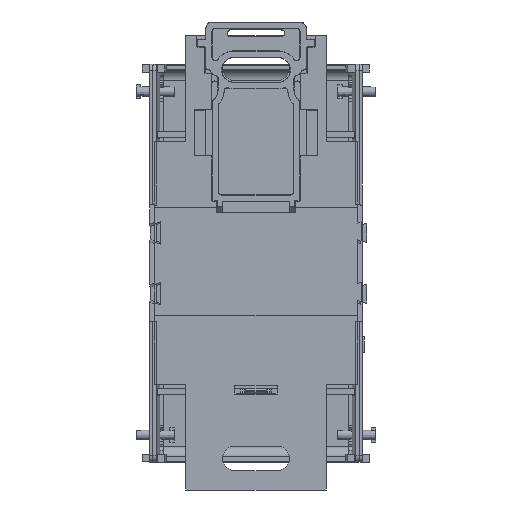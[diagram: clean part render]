
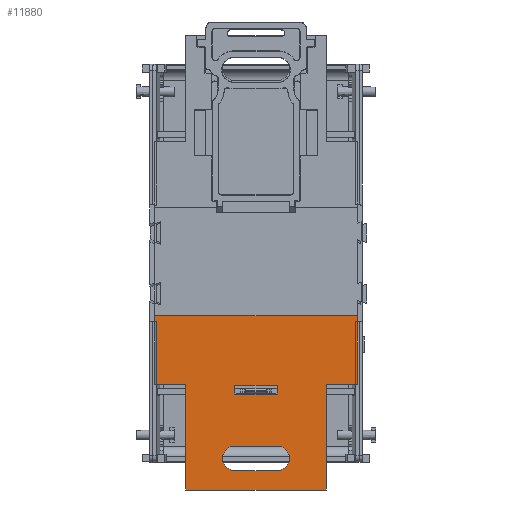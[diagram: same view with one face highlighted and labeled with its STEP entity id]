
A CAD part, front view. The second image highlights one B-rep face of the part: STEP entity #11880.
In plain terms, the highlighted planar face has unit normal (0, -1, 0).
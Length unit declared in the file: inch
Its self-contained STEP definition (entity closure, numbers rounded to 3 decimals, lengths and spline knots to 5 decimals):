
#131 = AXIS2_PLACEMENT_3D ( 'NONE', #3094, #5524, #5658 ) ;
#387 = DIRECTION ( 'NONE',  ( -1., 0., 0. ) ) ;
#977 = EDGE_CURVE ( 'NONE', #5882, #2308, #17747, .T. ) ;
#1099 = CARTESIAN_POINT ( 'NONE',  ( 1.25, -0.60039, -0.64961 ) ) ;
#1282 = CIRCLE ( 'NONE', #18097, 0.14961 ) ;
#1446 = CARTESIAN_POINT ( 'NONE',  ( -0.26378, -0.60039, -0.64961 ) ) ;
#1834 = AXIS2_PLACEMENT_3D ( 'NONE', #6749, #28101, #17112 ) ;
#1876 = VECTOR ( 'NONE', #27078, 39.37008 ) ;
#2234 = CARTESIAN_POINT ( 'NONE',  ( -1.25, -0.60039, -0.64961 ) ) ;
#2286 = VERTEX_POINT ( 'NONE', #20251 ) ;
#2308 = VERTEX_POINT ( 'NONE', #16128 ) ;
#2342 = DIRECTION ( 'NONE',  ( 0., 0., 1. ) ) ;
#2800 = EDGE_CURVE ( 'NONE', #3742, #5882, #25469, .T. ) ;
#3094 = CARTESIAN_POINT ( 'NONE',  ( 1.25, -0.60039, -0.64961 ) ) ;
#3379 = DIRECTION ( 'NONE',  ( 1., 0., 0. ) ) ;
#3624 = CARTESIAN_POINT ( 'NONE',  ( 1.25, -0.60039, -1.50649 ) ) ;
#3742 = VERTEX_POINT ( 'NONE', #10754 ) ;
#4019 = DIRECTION ( 'NONE',  ( 1., 0., 0. ) ) ;
#4045 = EDGE_LOOP ( 'NONE', ( #16168, #16184, #9246, #4179 ) ) ;
#4125 = CIRCLE ( 'NONE', #1834, 0.14961 ) ;
#4179 = ORIENTED_EDGE ( 'NONE', *, *, #19503, .F. ) ;
#4187 = DIRECTION ( 'NONE',  ( -1., 0., 0. ) ) ;
#4198 = VERTEX_POINT ( 'NONE', #27743 ) ;
#4513 = CARTESIAN_POINT ( 'NONE',  ( -1.25, -0.60039, -1.5 ) ) ;
#4562 = CARTESIAN_POINT ( 'NONE',  ( -0.26378, -0.60039, -1.61673 ) ) ;
#4758 = LINE ( 'NONE', #13586, #7674 ) ;
#4938 = VECTOR ( 'NONE', #5360, 39.37008 ) ;
#5027 = EDGE_CURVE ( 'NONE', #11193, #3742, #20586, .T. ) ;
#5213 = VECTOR ( 'NONE', #24293, 39.37008 ) ;
#5360 = DIRECTION ( 'NONE',  ( 0., 0., -1. ) ) ;
#5524 = DIRECTION ( 'NONE',  ( 0., 1., 0. ) ) ;
#5658 = DIRECTION ( 'NONE',  ( 0., 0., 1. ) ) ;
#5763 = LINE ( 'NONE', #3624, #14276 ) ;
#5882 = VERTEX_POINT ( 'NONE', #19937 ) ;
#5950 = LINE ( 'NONE', #8660, #7532 ) ;
#6294 = VECTOR ( 'NONE', #2342, 39.37008 ) ;
#6363 = EDGE_CURVE ( 'NONE', #2308, #2286, #10041, .T. ) ;
#6498 = EDGE_CURVE ( 'NONE', #4198, #7816, #15295, .T. ) ;
#6749 = CARTESIAN_POINT ( 'NONE',  ( 0.26378, -0.60039, -2.40945 ) ) ;
#7238 = CARTESIAN_POINT ( 'NONE',  ( 1.25, -0.60039, -1.5 ) ) ;
#7282 = VERTEX_POINT ( 'NONE', #4562 ) ;
#7530 = ORIENTED_EDGE ( 'NONE', *, *, #2800, .F. ) ;
#7532 = VECTOR ( 'NONE', #12495, 39.37008 ) ;
#7674 = VECTOR ( 'NONE', #13446, 39.37008 ) ;
#7816 = VERTEX_POINT ( 'NONE', #22717 ) ;
#7817 = CARTESIAN_POINT ( 'NONE',  ( 1.25, -0.60039, -2.25984 ) ) ;
#8036 = VECTOR ( 'NONE', #3379, 39.37008 ) ;
#8043 = DIRECTION ( 'NONE',  ( -1., 0., 0. ) ) ;
#8184 = VECTOR ( 'NONE', #4019, 39.37008 ) ;
#8299 = LINE ( 'NONE', #23503, #8184 ) ;
#8484 = CARTESIAN_POINT ( 'NONE',  ( -0.86614, -0.60039, -0.64961 ) ) ;
#8660 = CARTESIAN_POINT ( 'NONE',  ( 0.26378, -0.60039, -0.64961 ) ) ;
#9246 = ORIENTED_EDGE ( 'NONE', *, *, #27849, .F. ) ;
#9279 = ORIENTED_EDGE ( 'NONE', *, *, #27736, .F. ) ;
#9342 = CARTESIAN_POINT ( 'NONE',  ( -0.26378, -0.60039, -2.40945 ) ) ;
#9453 = ORIENTED_EDGE ( 'NONE', *, *, #19089, .F. ) ;
#9724 = ORIENTED_EDGE ( 'NONE', *, *, #24117, .F. ) ;
#9865 = LINE ( 'NONE', #1446, #14069 ) ;
#10004 = ORIENTED_EDGE ( 'NONE', *, *, #20946, .F. ) ;
#10041 = LINE ( 'NONE', #16570, #4938 ) ;
#10754 = CARTESIAN_POINT ( 'NONE',  ( 1.25, -0.60039, -0.64961 ) ) ;
#11193 = VERTEX_POINT ( 'NONE', #2234 ) ;
#11509 = VERTEX_POINT ( 'NONE', #26359 ) ;
#11819 = ORIENTED_EDGE ( 'NONE', *, *, #6498, .F. ) ;
#11822 = CARTESIAN_POINT ( 'NONE',  ( 0.26378, -0.60039, -2.25984 ) ) ;
#11880 = ADVANCED_FACE ( 'NONE', ( #18588, #20313, #12202 ), #27290, .F. ) ;
#12175 = VERTEX_POINT ( 'NONE', #4513 ) ;
#12202 = FACE_BOUND ( 'NONE', #25820, .T. ) ;
#12282 = VERTEX_POINT ( 'NONE', #22001 ) ;
#12495 = DIRECTION ( 'NONE',  ( 0., 0., 1. ) ) ;
#12683 = VERTEX_POINT ( 'NONE', #15146 ) ;
#13446 = DIRECTION ( 'NONE',  ( 1., 0., 0. ) ) ;
#13478 = DIRECTION ( 'NONE',  ( 0., -1., 0. ) ) ;
#13586 = CARTESIAN_POINT ( 'NONE',  ( 1.25, -0.60039, -1.61673 ) ) ;
#13604 = EDGE_CURVE ( 'NONE', #11509, #25470, #5763, .T. ) ;
#13768 = ORIENTED_EDGE ( 'NONE', *, *, #6363, .F. ) ;
#13961 = CARTESIAN_POINT ( 'NONE',  ( -0.26378, -0.60039, -1.50649 ) ) ;
#14069 = VECTOR ( 'NONE', #20383, 39.37008 ) ;
#14276 = VECTOR ( 'NONE', #8043, 39.37008 ) ;
#14348 = DIRECTION ( 'NONE',  ( -1., 0., 0. ) ) ;
#15146 = CARTESIAN_POINT ( 'NONE',  ( -0.26378, -0.60039, -2.55906 ) ) ;
#15295 = LINE ( 'NONE', #8484, #6294 ) ;
#15561 = ORIENTED_EDGE ( 'NONE', *, *, #5027, .F. ) ;
#15798 = ORIENTED_EDGE ( 'NONE', *, *, #22047, .F. ) ;
#16128 = CARTESIAN_POINT ( 'NONE',  ( 0.86614, -0.60039, -1.5 ) ) ;
#16168 = ORIENTED_EDGE ( 'NONE', *, *, #20644, .F. ) ;
#16184 = ORIENTED_EDGE ( 'NONE', *, *, #13604, .F. ) ;
#16570 = CARTESIAN_POINT ( 'NONE',  ( 0.86614, -0.60039, -0.64961 ) ) ;
#16728 = CARTESIAN_POINT ( 'NONE',  ( -0.26378, -0.60039, -2.25984 ) ) ;
#17112 = DIRECTION ( 'NONE',  ( 0., 0., 1. ) ) ;
#17325 = LINE ( 'NONE', #19462, #5213 ) ;
#17677 = CARTESIAN_POINT ( 'NONE',  ( 1.25, -0.60039, -2.79921 ) ) ;
#17747 = LINE ( 'NONE', #7238, #18347 ) ;
#17759 = ORIENTED_EDGE ( 'NONE', *, *, #977, .F. ) ;
#18097 = AXIS2_PLACEMENT_3D ( 'NONE', #9342, #13478, #22284 ) ;
#18347 = VECTOR ( 'NONE', #387, 39.37008 ) ;
#18588 = FACE_OUTER_BOUND ( 'NONE', #21659, .T. ) ;
#18636 = DIRECTION ( 'NONE',  ( 0., 0., -1. ) ) ;
#19089 = EDGE_CURVE ( 'NONE', #26685, #12683, #1282, .T. ) ;
#19379 = VERTEX_POINT ( 'NONE', #25379 ) ;
#19462 = CARTESIAN_POINT ( 'NONE',  ( 1.25, -0.60039, -1.5 ) ) ;
#19503 = EDGE_CURVE ( 'NONE', #7282, #19379, #4758, .T. ) ;
#19937 = CARTESIAN_POINT ( 'NONE',  ( 1.25, -0.60039, -1.5 ) ) ;
#20099 = CARTESIAN_POINT ( 'NONE',  ( -1.25, -0.60039, -0.64961 ) ) ;
#20251 = CARTESIAN_POINT ( 'NONE',  ( 0.86614, -0.60039, -2.79921 ) ) ;
#20313 = FACE_BOUND ( 'NONE', #4045, .T. ) ;
#20383 = DIRECTION ( 'NONE',  ( 0., 0., -1. ) ) ;
#20586 = LINE ( 'NONE', #1099, #8036 ) ;
#20644 = EDGE_CURVE ( 'NONE', #25470, #7282, #9865, .T. ) ;
#20730 = VECTOR ( 'NONE', #18636, 39.37008 ) ;
#20946 = EDGE_CURVE ( 'NONE', #12683, #12282, #8299, .T. ) ;
#21193 = CARTESIAN_POINT ( 'NONE',  ( 1.25, -0.60039, -0.64961 ) ) ;
#21241 = ORIENTED_EDGE ( 'NONE', *, *, #25153, .F. ) ;
#21659 = EDGE_LOOP ( 'NONE', ( #11819, #15798, #13768, #17759, #7530, #15561, #21241, #28066 ) ) ;
#22001 = CARTESIAN_POINT ( 'NONE',  ( 0.26378, -0.60039, -2.55906 ) ) ;
#22047 = EDGE_CURVE ( 'NONE', #2286, #4198, #23676, .T. ) ;
#22246 = LINE ( 'NONE', #20099, #1876 ) ;
#22284 = DIRECTION ( 'NONE',  ( 0., 0., 1. ) ) ;
#22717 = CARTESIAN_POINT ( 'NONE',  ( -0.86614, -0.60039, -1.5 ) ) ;
#22943 = VECTOR ( 'NONE', #14348, 39.37008 ) ;
#23503 = CARTESIAN_POINT ( 'NONE',  ( 1.25, -0.60039, -2.55906 ) ) ;
#23676 = LINE ( 'NONE', #17677, #25483 ) ;
#24117 = EDGE_CURVE ( 'NONE', #12282, #27584, #4125, .T. ) ;
#24293 = DIRECTION ( 'NONE',  ( -1., 0., 0. ) ) ;
#25153 = EDGE_CURVE ( 'NONE', #12175, #11193, #22246, .T. ) ;
#25379 = CARTESIAN_POINT ( 'NONE',  ( 0.26378, -0.60039, -1.61673 ) ) ;
#25469 = LINE ( 'NONE', #21193, #20730 ) ;
#25470 = VERTEX_POINT ( 'NONE', #13961 ) ;
#25483 = VECTOR ( 'NONE', #4187, 39.37008 ) ;
#25820 = EDGE_LOOP ( 'NONE', ( #9453, #9279, #9724, #10004 ) ) ;
#26359 = CARTESIAN_POINT ( 'NONE',  ( 0.26378, -0.60039, -1.50649 ) ) ;
#26474 = EDGE_CURVE ( 'NONE', #7816, #12175, #17325, .T. ) ;
#26685 = VERTEX_POINT ( 'NONE', #16728 ) ;
#27078 = DIRECTION ( 'NONE',  ( 0., 0., 1. ) ) ;
#27290 = PLANE ( 'NONE',  #131 ) ;
#27444 = LINE ( 'NONE', #7817, #22943 ) ;
#27584 = VERTEX_POINT ( 'NONE', #11822 ) ;
#27736 = EDGE_CURVE ( 'NONE', #27584, #26685, #27444, .T. ) ;
#27743 = CARTESIAN_POINT ( 'NONE',  ( -0.86614, -0.60039, -2.79921 ) ) ;
#27849 = EDGE_CURVE ( 'NONE', #19379, #11509, #5950, .T. ) ;
#28066 = ORIENTED_EDGE ( 'NONE', *, *, #26474, .F. ) ;
#28101 = DIRECTION ( 'NONE',  ( 0., -1., 0. ) ) ;
